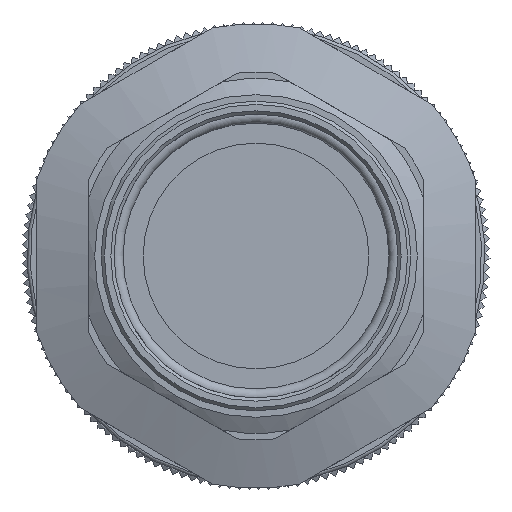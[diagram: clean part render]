
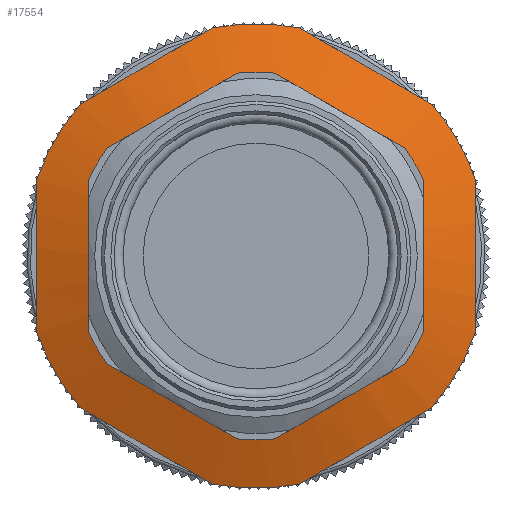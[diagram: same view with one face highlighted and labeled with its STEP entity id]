
A CAD part, left-side view. The second image highlights one B-rep face of the part: STEP entity #17554.
In plain terms, the highlighted conical face has half-angle 70 degrees and reference radius 30.4 mm.
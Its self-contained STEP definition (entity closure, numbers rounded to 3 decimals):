
#1605=(
BOUNDED_CURVE()
B_SPLINE_CURVE(2,(#36567,#36568,#36569),.UNSPECIFIED.,.F.,.F.)
B_SPLINE_CURVE_WITH_KNOTS((3,3),(0.,2.371),.UNSPECIFIED.)
CURVE()
GEOMETRIC_REPRESENTATION_ITEM()
RATIONAL_B_SPLINE_CURVE((1.,1.059,1.))
REPRESENTATION_ITEM('')
);
#1607=(
BOUNDED_CURVE()
B_SPLINE_CURVE(2,(#36580,#36581,#36582),.UNSPECIFIED.,.F.,.F.)
B_SPLINE_CURVE_WITH_KNOTS((3,3),(0.,2.371),.UNSPECIFIED.)
CURVE()
GEOMETRIC_REPRESENTATION_ITEM()
RATIONAL_B_SPLINE_CURVE((1.,1.059,1.))
REPRESENTATION_ITEM('')
);
#1609=(
BOUNDED_CURVE()
B_SPLINE_CURVE(2,(#36593,#36594,#36595),.UNSPECIFIED.,.F.,.F.)
B_SPLINE_CURVE_WITH_KNOTS((3,3),(0.,2.371),.UNSPECIFIED.)
CURVE()
GEOMETRIC_REPRESENTATION_ITEM()
RATIONAL_B_SPLINE_CURVE((1.,1.059,1.))
REPRESENTATION_ITEM('')
);
#1611=(
BOUNDED_CURVE()
B_SPLINE_CURVE(2,(#36606,#36607,#36608),.UNSPECIFIED.,.F.,.F.)
B_SPLINE_CURVE_WITH_KNOTS((3,3),(0.,2.371),.UNSPECIFIED.)
CURVE()
GEOMETRIC_REPRESENTATION_ITEM()
RATIONAL_B_SPLINE_CURVE((1.,1.059,1.))
REPRESENTATION_ITEM('')
);
#1613=(
BOUNDED_CURVE()
B_SPLINE_CURVE(2,(#36619,#36620,#36621),.UNSPECIFIED.,.F.,.F.)
B_SPLINE_CURVE_WITH_KNOTS((3,3),(0.,2.371),.UNSPECIFIED.)
CURVE()
GEOMETRIC_REPRESENTATION_ITEM()
RATIONAL_B_SPLINE_CURVE((1.,1.059,1.))
REPRESENTATION_ITEM('')
);
#1615=(
BOUNDED_CURVE()
B_SPLINE_CURVE(2,(#36632,#36633,#36634),.UNSPECIFIED.,.F.,.F.)
B_SPLINE_CURVE_WITH_KNOTS((3,3),(0.,2.371),.UNSPECIFIED.)
CURVE()
GEOMETRIC_REPRESENTATION_ITEM()
RATIONAL_B_SPLINE_CURVE((1.,1.059,1.))
REPRESENTATION_ITEM('')
);
#1651=CONICAL_SURFACE('',#18388,30.4,1.222);
#2568=LINE('',#36670,#3525);
#3525=VECTOR('',#20930,30.4);
#5493=FACE_OUTER_BOUND('',#6468,.T.);
#6468=EDGE_LOOP('',(#15834,#15835,#15836,#15837,#15838,#15839,#15840,#15841,
#15842,#15843,#15844,#15845,#15846,#15847,#15848,#15849,#15850));
#6744=CIRCLE('',#18344,24.8);
#6745=CIRCLE('',#18345,24.8);
#6757=CIRCLE('',#18378,36.);
#6758=CIRCLE('',#18379,36.);
#6759=CIRCLE('',#18381,36.);
#6760=CIRCLE('',#18383,36.);
#6761=CIRCLE('',#18385,36.);
#6762=CIRCLE('',#18387,36.);
#6763=CIRCLE('',#18389,36.);
#8403=VERTEX_POINT('',#36542);
#8404=VERTEX_POINT('',#36543);
#8407=VERTEX_POINT('',#36565);
#8408=VERTEX_POINT('',#36566);
#8411=VERTEX_POINT('',#36578);
#8412=VERTEX_POINT('',#36579);
#8415=VERTEX_POINT('',#36591);
#8416=VERTEX_POINT('',#36592);
#8419=VERTEX_POINT('',#36604);
#8420=VERTEX_POINT('',#36605);
#8423=VERTEX_POINT('',#36617);
#8424=VERTEX_POINT('',#36618);
#8427=VERTEX_POINT('',#36630);
#8428=VERTEX_POINT('',#36631);
#8434=VERTEX_POINT('',#36657);
#10888=EDGE_CURVE('',#8403,#8404,#6744,.T.);
#10889=EDGE_CURVE('',#8404,#8403,#6745,.T.);
#10893=EDGE_CURVE('',#8407,#8408,#1605,.T.);
#10897=EDGE_CURVE('',#8411,#8412,#1607,.T.);
#10901=EDGE_CURVE('',#8415,#8416,#1609,.T.);
#10905=EDGE_CURVE('',#8419,#8420,#1611,.T.);
#10909=EDGE_CURVE('',#8423,#8424,#1613,.T.);
#10913=EDGE_CURVE('',#8427,#8428,#1615,.T.);
#10927=EDGE_CURVE('',#8407,#8434,#6757,.T.);
#10928=EDGE_CURVE('',#8434,#8428,#6758,.T.);
#10929=EDGE_CURVE('',#8427,#8424,#6759,.T.);
#10930=EDGE_CURVE('',#8423,#8420,#6760,.T.);
#10931=EDGE_CURVE('',#8419,#8416,#6761,.T.);
#10932=EDGE_CURVE('',#8415,#8412,#6762,.T.);
#10933=EDGE_CURVE('',#8411,#8408,#6763,.T.);
#10934=EDGE_CURVE('',#8434,#8404,#2568,.T.);
#15834=ORIENTED_EDGE('',*,*,#10893,.T.);
#15835=ORIENTED_EDGE('',*,*,#10933,.F.);
#15836=ORIENTED_EDGE('',*,*,#10897,.T.);
#15837=ORIENTED_EDGE('',*,*,#10932,.F.);
#15838=ORIENTED_EDGE('',*,*,#10901,.T.);
#15839=ORIENTED_EDGE('',*,*,#10931,.F.);
#15840=ORIENTED_EDGE('',*,*,#10905,.T.);
#15841=ORIENTED_EDGE('',*,*,#10930,.F.);
#15842=ORIENTED_EDGE('',*,*,#10909,.T.);
#15843=ORIENTED_EDGE('',*,*,#10929,.F.);
#15844=ORIENTED_EDGE('',*,*,#10913,.T.);
#15845=ORIENTED_EDGE('',*,*,#10928,.F.);
#15846=ORIENTED_EDGE('',*,*,#10934,.T.);
#15847=ORIENTED_EDGE('',*,*,#10889,.T.);
#15848=ORIENTED_EDGE('',*,*,#10888,.T.);
#15849=ORIENTED_EDGE('',*,*,#10934,.F.);
#15850=ORIENTED_EDGE('',*,*,#10927,.F.);
#17554=ADVANCED_FACE('',(#5493),#1651,.T.);
#18344=AXIS2_PLACEMENT_3D('',#36544,#20824,#20825);
#18345=AXIS2_PLACEMENT_3D('',#36545,#20826,#20827);
#18378=AXIS2_PLACEMENT_3D('',#36658,#20906,#20907);
#18379=AXIS2_PLACEMENT_3D('',#36659,#20908,#20909);
#18381=AXIS2_PLACEMENT_3D('',#36661,#20912,#20913);
#18383=AXIS2_PLACEMENT_3D('',#36663,#20916,#20917);
#18385=AXIS2_PLACEMENT_3D('',#36665,#20920,#20921);
#18387=AXIS2_PLACEMENT_3D('',#36667,#20924,#20925);
#18388=AXIS2_PLACEMENT_3D('',#36668,#20926,#20927);
#18389=AXIS2_PLACEMENT_3D('',#36669,#20928,#20929);
#20824=DIRECTION('center_axis',(1.,0.,0.));
#20825=DIRECTION('ref_axis',(0.,-0.5,-0.866));
#20826=DIRECTION('center_axis',(1.,0.,0.));
#20827=DIRECTION('ref_axis',(0.,-0.5,-0.866));
#20906=DIRECTION('center_axis',(1.,0.,0.));
#20907=DIRECTION('ref_axis',(0.,-0.5,-0.866));
#20908=DIRECTION('center_axis',(1.,0.,0.));
#20909=DIRECTION('ref_axis',(0.,-0.5,-0.866));
#20912=DIRECTION('center_axis',(1.,0.,0.));
#20913=DIRECTION('ref_axis',(0.,-0.5,-0.866));
#20916=DIRECTION('center_axis',(1.,0.,0.));
#20917=DIRECTION('ref_axis',(0.,-0.5,-0.866));
#20920=DIRECTION('center_axis',(1.,0.,0.));
#20921=DIRECTION('ref_axis',(0.,-0.5,-0.866));
#20924=DIRECTION('center_axis',(1.,0.,0.));
#20925=DIRECTION('ref_axis',(0.,-0.5,-0.866));
#20926=DIRECTION('center_axis',(1.,0.,0.));
#20927=DIRECTION('ref_axis',(0.,0.866,-0.5));
#20928=DIRECTION('center_axis',(1.,0.,0.));
#20929=DIRECTION('ref_axis',(0.,-0.5,-0.866));
#20930=DIRECTION('',(-0.342,0.814,-0.47));
#36542=CARTESIAN_POINT('',(33.932,17.722,-12.4));
#36543=CARTESIAN_POINT('',(33.932,-25.233,12.4));
#36544=CARTESIAN_POINT('Origin',(33.932,-3.756,0.));
#36545=CARTESIAN_POINT('Origin',(33.932,-3.756,0.));
#36565=CARTESIAN_POINT('',(38.009,-31.003,23.529));
#36566=CARTESIAN_POINT('',(38.009,-10.509,35.361));
#36567=CARTESIAN_POINT('Ctrl Pts',(38.009,-31.003,23.529));
#36568=CARTESIAN_POINT('Ctrl Pts',(36.593,-20.756,29.445));
#36569=CARTESIAN_POINT('Ctrl Pts',(38.009,-10.509,35.361));
#36578=CARTESIAN_POINT('',(38.009,2.997,35.361));
#36579=CARTESIAN_POINT('',(38.009,23.491,23.529));
#36580=CARTESIAN_POINT('Ctrl Pts',(38.009,2.997,35.361));
#36581=CARTESIAN_POINT('Ctrl Pts',(36.593,13.244,29.445));
#36582=CARTESIAN_POINT('Ctrl Pts',(38.009,23.491,23.529));
#36591=CARTESIAN_POINT('',(38.009,30.244,11.832));
#36592=CARTESIAN_POINT('',(38.009,30.244,-11.832));
#36593=CARTESIAN_POINT('Ctrl Pts',(38.009,30.244,11.832));
#36594=CARTESIAN_POINT('Ctrl Pts',(36.593,30.244,0.));
#36595=CARTESIAN_POINT('Ctrl Pts',(38.009,30.244,-11.832));
#36604=CARTESIAN_POINT('',(38.009,23.491,-23.529));
#36605=CARTESIAN_POINT('',(38.009,2.997,-35.361));
#36606=CARTESIAN_POINT('Ctrl Pts',(38.009,23.491,-23.529));
#36607=CARTESIAN_POINT('Ctrl Pts',(36.593,13.244,-29.445));
#36608=CARTESIAN_POINT('Ctrl Pts',(38.009,2.997,-35.361));
#36617=CARTESIAN_POINT('',(38.009,-10.509,-35.361));
#36618=CARTESIAN_POINT('',(38.009,-31.003,-23.529));
#36619=CARTESIAN_POINT('Ctrl Pts',(38.009,-10.509,-35.361));
#36620=CARTESIAN_POINT('Ctrl Pts',(36.593,-20.756,-29.445));
#36621=CARTESIAN_POINT('Ctrl Pts',(38.009,-31.003,-23.529));
#36630=CARTESIAN_POINT('',(38.009,-37.756,-11.832));
#36631=CARTESIAN_POINT('',(38.009,-37.756,11.832));
#36632=CARTESIAN_POINT('Ctrl Pts',(38.009,-37.756,-11.832));
#36633=CARTESIAN_POINT('Ctrl Pts',(36.593,-37.756,0.));
#36634=CARTESIAN_POINT('Ctrl Pts',(38.009,-37.756,11.832));
#36657=CARTESIAN_POINT('',(38.009,-34.933,18.));
#36658=CARTESIAN_POINT('Origin',(38.009,-3.756,0.));
#36659=CARTESIAN_POINT('Origin',(38.009,-3.756,0.));
#36661=CARTESIAN_POINT('Origin',(38.009,-3.756,0.));
#36663=CARTESIAN_POINT('Origin',(38.009,-3.756,0.));
#36665=CARTESIAN_POINT('Origin',(38.009,-3.756,0.));
#36667=CARTESIAN_POINT('Origin',(38.009,-3.756,0.));
#36668=CARTESIAN_POINT('Origin',(35.97,-3.756,0.));
#36669=CARTESIAN_POINT('Origin',(38.009,-3.756,0.));
#36670=CARTESIAN_POINT('',(35.97,-30.083,15.2));
